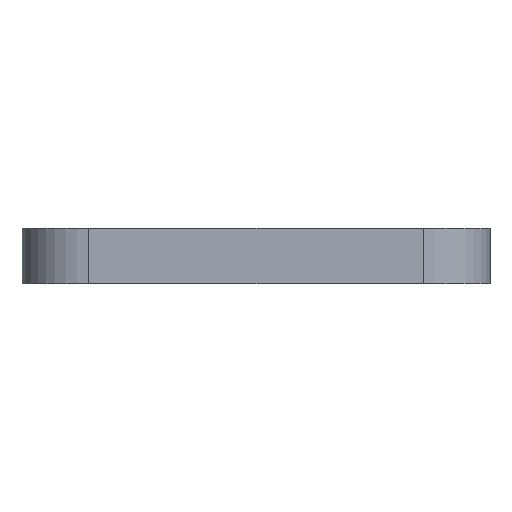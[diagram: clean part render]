
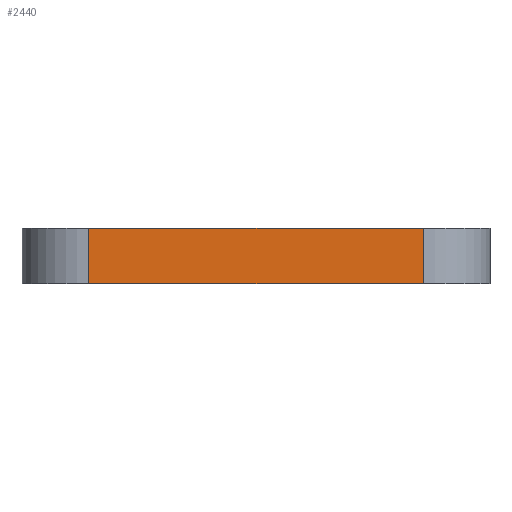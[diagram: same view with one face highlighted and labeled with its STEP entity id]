
A CAD part, left-side view. The second image highlights one B-rep face of the part: STEP entity #2440.
In plain terms, the highlighted planar face has unit normal (-1, 0, 0).
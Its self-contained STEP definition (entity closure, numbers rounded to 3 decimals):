
#43 = PLANE('',#44);
#44 = AXIS2_PLACEMENT_3D('',#45,#46,#47);
#45 = CARTESIAN_POINT('',(0.,0.,-5.));
#46 = DIRECTION('',(0.,0.,1.));
#47 = DIRECTION('',(1.,0.,0.));
#97 = PLANE('',#98);
#98 = AXIS2_PLACEMENT_3D('',#99,#100,#101);
#99 = CARTESIAN_POINT('',(-25.,-25.,0.));
#100 = DIRECTION('',(0.,0.,1.));
#101 = DIRECTION('',(1.,0.,0.));
#117 = EDGE_CURVE('',#118,#120,#122,.T.);
#118 = VERTEX_POINT('',#119);
#119 = CARTESIAN_POINT('',(-21.,15.,-5.));
#120 = VERTEX_POINT('',#121);
#121 = CARTESIAN_POINT('',(-21.,-15.,-5.));
#122 = SURFACE_CURVE('',#123,(#127,#134),.PCURVE_S1.);
#123 = LINE('',#124,#125);
#124 = CARTESIAN_POINT('',(-21.,15.,-5.));
#125 = VECTOR('',#126,1.);
#126 = DIRECTION('',(0.,-1.,0.));
#127 = PCURVE('',#43,#128);
#128 = DEFINITIONAL_REPRESENTATION('',(#129),#133);
#129 = LINE('',#130,#131);
#130 = CARTESIAN_POINT('',(-21.,15.));
#131 = VECTOR('',#132,1.);
#132 = DIRECTION('',(0.,-1.));
#133 = ( GEOMETRIC_REPRESENTATION_CONTEXT(2) 
PARAMETRIC_REPRESENTATION_CONTEXT() REPRESENTATION_CONTEXT('2D SPACE',''
  ) );
#134 = PCURVE('',#135,#140);
#135 = PLANE('',#136);
#136 = AXIS2_PLACEMENT_3D('',#137,#138,#139);
#137 = CARTESIAN_POINT('',(-21.,0.,1.));
#138 = DIRECTION('',(-1.,-0.,-0.));
#139 = DIRECTION('',(0.,0.,-1.));
#140 = DEFINITIONAL_REPRESENTATION('',(#141),#145);
#141 = LINE('',#142,#143);
#142 = CARTESIAN_POINT('',(6.,-15.));
#143 = VECTOR('',#144,1.);
#144 = DIRECTION('',(0.,1.));
#145 = ( GEOMETRIC_REPRESENTATION_CONTEXT(2) 
PARAMETRIC_REPRESENTATION_CONTEXT() REPRESENTATION_CONTEXT('2D SPACE',''
  ) );
#164 = CYLINDRICAL_SURFACE('',#165,6.);
#165 = AXIS2_PLACEMENT_3D('',#166,#167,#168);
#166 = CARTESIAN_POINT('',(-15.,-15.,0.));
#167 = DIRECTION('',(-0.,-0.,-1.));
#168 = DIRECTION('',(1.,0.,0.));
#333 = CYLINDRICAL_SURFACE('',#334,6.);
#334 = AXIS2_PLACEMENT_3D('',#335,#336,#337);
#335 = CARTESIAN_POINT('',(-15.,15.,0.));
#336 = DIRECTION('',(-0.,-0.,-1.));
#337 = DIRECTION('',(1.,0.,0.));
#456 = EDGE_CURVE('',#457,#459,#461,.T.);
#457 = VERTEX_POINT('',#458);
#458 = CARTESIAN_POINT('',(-21.,-15.,0.));
#459 = VERTEX_POINT('',#460);
#460 = CARTESIAN_POINT('',(-21.,15.,0.));
#461 = SURFACE_CURVE('',#462,(#466,#473),.PCURVE_S1.);
#462 = LINE('',#463,#464);
#463 = CARTESIAN_POINT('',(-21.,-12.5,0.));
#464 = VECTOR('',#465,1.);
#465 = DIRECTION('',(0.,1.,0.));
#466 = PCURVE('',#97,#467);
#467 = DEFINITIONAL_REPRESENTATION('',(#468),#472);
#468 = LINE('',#469,#470);
#469 = CARTESIAN_POINT('',(4.,12.5));
#470 = VECTOR('',#471,1.);
#471 = DIRECTION('',(0.,1.));
#472 = ( GEOMETRIC_REPRESENTATION_CONTEXT(2) 
PARAMETRIC_REPRESENTATION_CONTEXT() REPRESENTATION_CONTEXT('2D SPACE',''
  ) );
#473 = PCURVE('',#135,#474);
#474 = DEFINITIONAL_REPRESENTATION('',(#475),#479);
#475 = LINE('',#476,#477);
#476 = CARTESIAN_POINT('',(1.,12.5));
#477 = VECTOR('',#478,1.);
#478 = DIRECTION('',(0.,-1.));
#479 = ( GEOMETRIC_REPRESENTATION_CONTEXT(2) 
PARAMETRIC_REPRESENTATION_CONTEXT() REPRESENTATION_CONTEXT('2D SPACE',''
  ) );
#2440 = ADVANCED_FACE('',(#2441),#135,.T.);
#2441 = FACE_BOUND('',#2442,.T.);
#2442 = EDGE_LOOP('',(#2443,#2464,#2465,#2486));
#2443 = ORIENTED_EDGE('',*,*,#2444,.F.);
#2444 = EDGE_CURVE('',#118,#459,#2445,.T.);
#2445 = SURFACE_CURVE('',#2446,(#2450,#2457),.PCURVE_S1.);
#2446 = LINE('',#2447,#2448);
#2447 = CARTESIAN_POINT('',(-21.,15.,0.));
#2448 = VECTOR('',#2449,1.);
#2449 = DIRECTION('',(0.,0.,1.));
#2450 = PCURVE('',#135,#2451);
#2451 = DEFINITIONAL_REPRESENTATION('',(#2452),#2456);
#2452 = LINE('',#2453,#2454);
#2453 = CARTESIAN_POINT('',(1.,-15.));
#2454 = VECTOR('',#2455,1.);
#2455 = DIRECTION('',(-1.,0.));
#2456 = ( GEOMETRIC_REPRESENTATION_CONTEXT(2) 
PARAMETRIC_REPRESENTATION_CONTEXT() REPRESENTATION_CONTEXT('2D SPACE',''
  ) );
#2457 = PCURVE('',#333,#2458);
#2458 = DEFINITIONAL_REPRESENTATION('',(#2459),#2463);
#2459 = LINE('',#2460,#2461);
#2460 = CARTESIAN_POINT('',(-3.142,0.));
#2461 = VECTOR('',#2462,1.);
#2462 = DIRECTION('',(-0.,-1.));
#2463 = ( GEOMETRIC_REPRESENTATION_CONTEXT(2) 
PARAMETRIC_REPRESENTATION_CONTEXT() REPRESENTATION_CONTEXT('2D SPACE',''
  ) );
#2464 = ORIENTED_EDGE('',*,*,#117,.T.);
#2465 = ORIENTED_EDGE('',*,*,#2466,.F.);
#2466 = EDGE_CURVE('',#457,#120,#2467,.T.);
#2467 = SURFACE_CURVE('',#2468,(#2472,#2479),.PCURVE_S1.);
#2468 = LINE('',#2469,#2470);
#2469 = CARTESIAN_POINT('',(-21.,-15.,0.));
#2470 = VECTOR('',#2471,1.);
#2471 = DIRECTION('',(-0.,-0.,-1.));
#2472 = PCURVE('',#135,#2473);
#2473 = DEFINITIONAL_REPRESENTATION('',(#2474),#2478);
#2474 = LINE('',#2475,#2476);
#2475 = CARTESIAN_POINT('',(1.,15.));
#2476 = VECTOR('',#2477,1.);
#2477 = DIRECTION('',(1.,0.));
#2478 = ( GEOMETRIC_REPRESENTATION_CONTEXT(2) 
PARAMETRIC_REPRESENTATION_CONTEXT() REPRESENTATION_CONTEXT('2D SPACE',''
  ) );
#2479 = PCURVE('',#164,#2480);
#2480 = DEFINITIONAL_REPRESENTATION('',(#2481),#2485);
#2481 = LINE('',#2482,#2483);
#2482 = CARTESIAN_POINT('',(-3.142,0.));
#2483 = VECTOR('',#2484,1.);
#2484 = DIRECTION('',(-0.,1.));
#2485 = ( GEOMETRIC_REPRESENTATION_CONTEXT(2) 
PARAMETRIC_REPRESENTATION_CONTEXT() REPRESENTATION_CONTEXT('2D SPACE',''
  ) );
#2486 = ORIENTED_EDGE('',*,*,#456,.T.);
